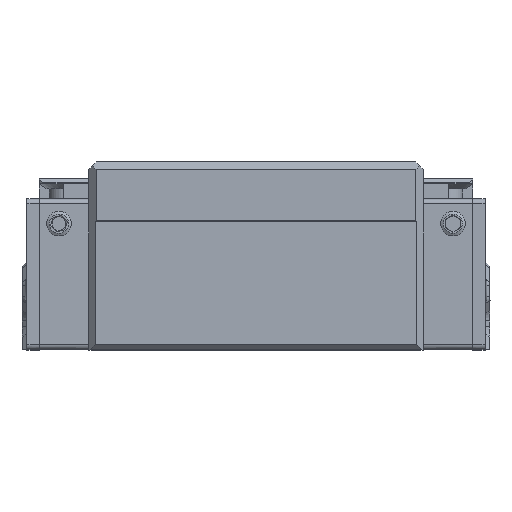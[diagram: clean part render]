
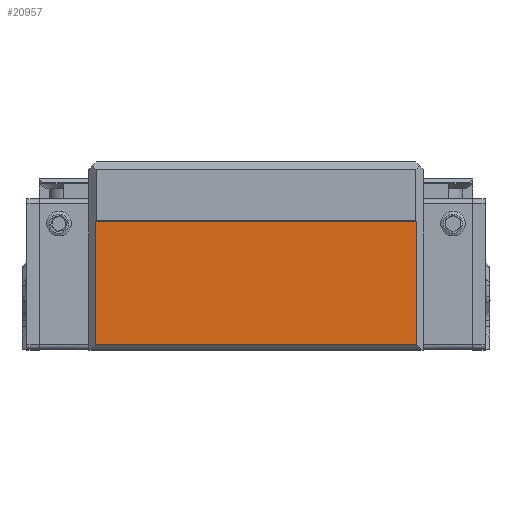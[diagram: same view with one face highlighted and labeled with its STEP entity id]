
A CAD part, top view. The second image highlights one B-rep face of the part: STEP entity #20957.
In plain terms, the highlighted planar face has unit normal (0, 0, 1).
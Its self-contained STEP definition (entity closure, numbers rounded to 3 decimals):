
#3187=LINE('',#43361,#5181);
#3196=LINE('',#43377,#5190);
#3197=LINE('',#43379,#5191);
#3198=LINE('',#43380,#5192);
#5181=VECTOR('',#27734,65.1);
#5190=VECTOR('',#27751,25.);
#5191=VECTOR('',#27752,25.);
#5192=VECTOR('',#27753,65.1);
#6003=PLANE('',#22610);
#7297=FACE_OUTER_BOUND('',#8593,.T.);
#8593=EDGE_LOOP('',(#19327,#19328,#19329,#19330));
#11007=VERTEX_POINT('',#43358);
#11008=VERTEX_POINT('',#43360);
#11011=VERTEX_POINT('',#43376);
#11012=VERTEX_POINT('',#43378);
#13811=EDGE_CURVE('',#11007,#11008,#3187,.T.);
#13820=EDGE_CURVE('',#11008,#11011,#3196,.T.);
#13821=EDGE_CURVE('',#11012,#11007,#3197,.T.);
#13822=EDGE_CURVE('',#11011,#11012,#3198,.T.);
#19327=ORIENTED_EDGE('',*,*,#13820,.F.);
#19328=ORIENTED_EDGE('',*,*,#13811,.F.);
#19329=ORIENTED_EDGE('',*,*,#13821,.F.);
#19330=ORIENTED_EDGE('',*,*,#13822,.F.);
#20957=ADVANCED_FACE('',(#7297),#6003,.F.);
#22610=AXIS2_PLACEMENT_3D('',#43375,#27749,#27750);
#27734=DIRECTION('',(1.,0.,0.));
#27749=DIRECTION('center_axis',(0.,0.,-1.));
#27750=DIRECTION('ref_axis',(0.,1.,0.));
#27751=DIRECTION('',(0.,-1.,0.));
#27752=DIRECTION('',(0.,1.,0.));
#27753=DIRECTION('',(-1.,0.,0.));
#43358=CARTESIAN_POINT('',(-32.55,33.,29.85));
#43360=CARTESIAN_POINT('',(32.55,33.,29.85));
#43361=CARTESIAN_POINT('',(33.9,33.,29.85));
#43375=CARTESIAN_POINT('Origin',(33.9,7.,29.85));
#43376=CARTESIAN_POINT('',(32.55,8.,29.85));
#43377=CARTESIAN_POINT('',(32.55,26.,29.85));
#43378=CARTESIAN_POINT('',(-32.55,8.,29.85));
#43379=CARTESIAN_POINT('',(-32.55,26.,29.85));
#43380=CARTESIAN_POINT('',(0.,8.,29.85));
